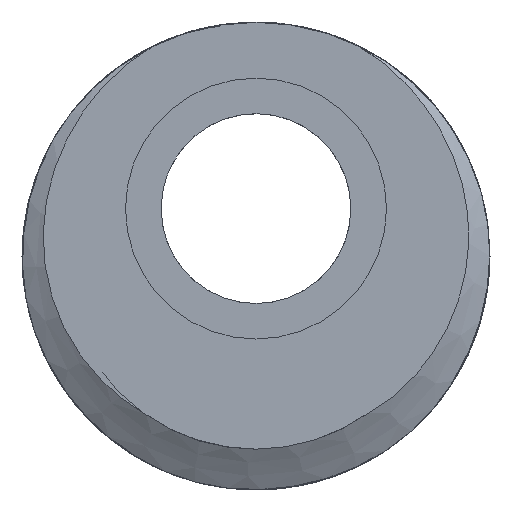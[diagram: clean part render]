
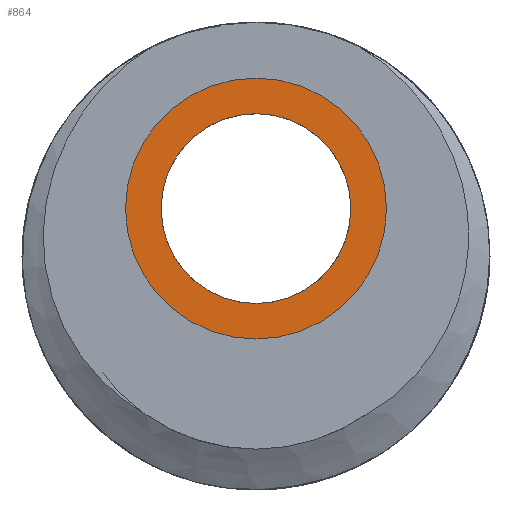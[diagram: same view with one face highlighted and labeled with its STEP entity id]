
A CAD part, front view. The second image highlights one B-rep face of the part: STEP entity #864.
In plain terms, the highlighted planar face has unit normal (0, -1, 0).
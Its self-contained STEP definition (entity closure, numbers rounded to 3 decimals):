
#19=FACE_BOUND('',#127,.T.);
#35=PLANE('',#930);
#80=FACE_OUTER_BOUND('',#126,.T.);
#126=EDGE_LOOP('',(#772));
#127=EDGE_LOOP('',(#773));
#140=CIRCLE('',#928,2.75);
#142=CIRCLE('',#931,2.);
#392=VERTEX_POINT('',#3319);
#394=VERTEX_POINT('',#3325);
#522=EDGE_CURVE('',#392,#392,#140,.T.);
#525=EDGE_CURVE('',#394,#394,#142,.T.);
#772=ORIENTED_EDGE('',*,*,#522,.F.);
#773=ORIENTED_EDGE('',*,*,#525,.F.);
#864=ADVANCED_FACE('',(#80,#19),#35,.F.);
#928=AXIS2_PLACEMENT_3D('',#3320,#1073,#1074);
#930=AXIS2_PLACEMENT_3D('',#3324,#1078,#1079);
#931=AXIS2_PLACEMENT_3D('',#3326,#1080,#1081);
#1073=DIRECTION('center_axis',(0.,1.,
0.));
#1074=DIRECTION('ref_axis',(1.,0.,0.));
#1078=DIRECTION('center_axis',(0.,1.,
0.));
#1079=DIRECTION('ref_axis',(1.,0.,0.));
#1080=DIRECTION('center_axis',(0.,-1.,
0.));
#1081=DIRECTION('ref_axis',(-1.,0.,0.));
#3319=CARTESIAN_POINT('',(2.25,0.,20.));
#3320=CARTESIAN_POINT('Origin',(5.,0.,20.));
#3324=CARTESIAN_POINT('Origin',(5.,0.,20.));
#3325=CARTESIAN_POINT('',(7.,0.,20.));
#3326=CARTESIAN_POINT('Origin',(5.,0.,20.));
